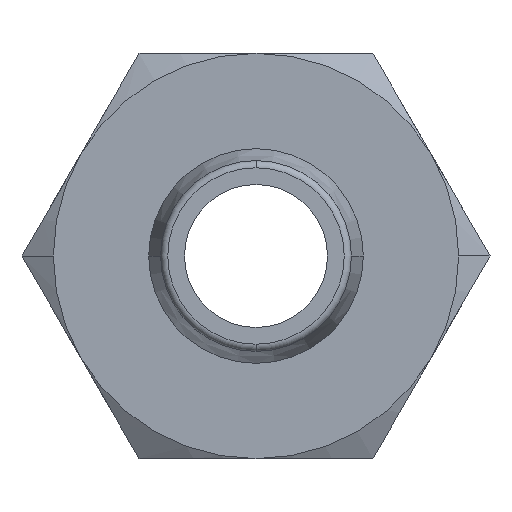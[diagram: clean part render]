
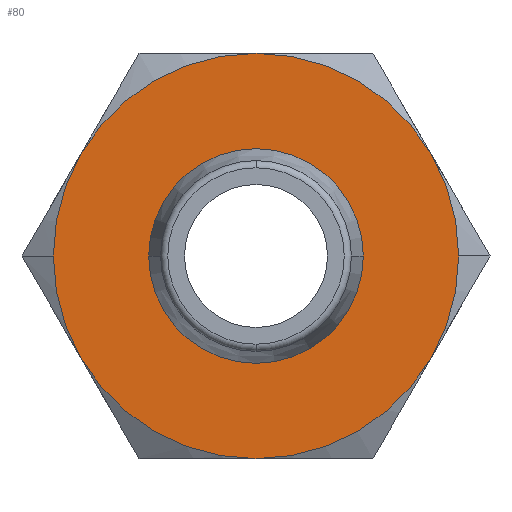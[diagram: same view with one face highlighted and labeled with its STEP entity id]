
A CAD part, front view. The second image highlights one B-rep face of the part: STEP entity #80.
In plain terms, the highlighted planar face has unit normal (0, -1, 0).
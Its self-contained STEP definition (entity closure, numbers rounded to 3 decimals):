
#80=ADVANCED_FACE('',(#203,#204),#205,.T.);
#203=FACE_OUTER_BOUND('',#370,.T.);
#204=FACE_BOUND('',#371,.T.);
#205=PLANE('',#372);
#370=EDGE_LOOP('',(#540,#541,#542,#543,#544,#545,#546,#547));
#371=EDGE_LOOP('',(#548,#549));
#372=AXIS2_PLACEMENT_3D('',#550,#551,#552);
#540=ORIENTED_EDGE('',*,*,#964,.F.);
#541=ORIENTED_EDGE('',*,*,#965,.F.);
#542=ORIENTED_EDGE('',*,*,#966,.F.);
#543=ORIENTED_EDGE('',*,*,#967,.F.);
#544=ORIENTED_EDGE('',*,*,#968,.F.);
#545=ORIENTED_EDGE('',*,*,#957,.F.);
#546=ORIENTED_EDGE('',*,*,#969,.F.);
#547=ORIENTED_EDGE('',*,*,#970,.F.);
#548=ORIENTED_EDGE('',*,*,#971,.F.);
#549=ORIENTED_EDGE('',*,*,#972,.F.);
#550=CARTESIAN_POINT('',(4.25,14.0,0.0));
#551=DIRECTION('',(-0.0,-1.0,-0.0));
#552=DIRECTION('',(-1.0,0.0,0.0));
#957=EDGE_CURVE('',#1121,#1118,#1123,.T.);
#964=EDGE_CURVE('',#1134,#1135,#1136,.T.);
#965=EDGE_CURVE('',#1137,#1134,#1138,.T.);
#966=EDGE_CURVE('',#1139,#1137,#1140,.T.);
#967=EDGE_CURVE('',#1141,#1139,#1142,.T.);
#968=EDGE_CURVE('',#1118,#1141,#1143,.T.);
#969=EDGE_CURVE('',#1144,#1121,#1145,.T.);
#970=EDGE_CURVE('',#1135,#1144,#1146,.T.);
#971=EDGE_CURVE('',#1147,#1148,#1149,.T.);
#972=EDGE_CURVE('',#1148,#1147,#1150,.T.);
#1118=VERTEX_POINT('',#1344);
#1121=VERTEX_POINT('',#1358);
#1123=CIRCLE('',#1371,8.5);
#1134=VERTEX_POINT('',#1384);
#1135=VERTEX_POINT('',#1385);
#1136=CIRCLE('',#1386,8.5);
#1137=VERTEX_POINT('',#1387);
#1138=CIRCLE('',#1388,8.5);
#1139=VERTEX_POINT('',#1389);
#1140=CIRCLE('',#1390,8.5);
#1141=VERTEX_POINT('',#1391);
#1142=CIRCLE('',#1392,8.5);
#1143=CIRCLE('',#1393,8.5);
#1144=VERTEX_POINT('',#1394);
#1145=CIRCLE('',#1395,8.5);
#1146=CIRCLE('',#1396,8.5);
#1147=VERTEX_POINT('',#1397);
#1148=VERTEX_POINT('',#1398);
#1149=CIRCLE('',#1399,4.5);
#1150=CIRCLE('',#1400,4.5);
#1344=CARTESIAN_POINT('',(-7.361,14.0,-4.25));
#1358=CARTESIAN_POINT('',(0.0,14.0,-8.5));
#1371=AXIS2_PLACEMENT_3D('',#1867,#1868,#1869);
#1384=CARTESIAN_POINT('',(7.361,14.0,4.25));
#1385=CARTESIAN_POINT('',(8.5,14.0,0.));
#1386=AXIS2_PLACEMENT_3D('',#1878,#1879,#1880);
#1387=CARTESIAN_POINT('',(0.,14.0,8.5));
#1388=AXIS2_PLACEMENT_3D('',#1881,#1882,#1883);
#1389=CARTESIAN_POINT('',(-7.361,14.0,4.25));
#1390=AXIS2_PLACEMENT_3D('',#1884,#1885,#1886);
#1391=CARTESIAN_POINT('',(-8.5,14.0,0.));
#1392=AXIS2_PLACEMENT_3D('',#1887,#1888,#1889);
#1393=AXIS2_PLACEMENT_3D('',#1890,#1891,#1892);
#1394=CARTESIAN_POINT('',(7.361,14.0,-4.25));
#1395=AXIS2_PLACEMENT_3D('',#1893,#1894,#1895);
#1396=AXIS2_PLACEMENT_3D('',#1896,#1897,#1898);
#1397=CARTESIAN_POINT('',(-4.5,14.0,0.));
#1398=CARTESIAN_POINT('',(4.5,14.0,0.));
#1399=AXIS2_PLACEMENT_3D('',#1899,#1900,#1901);
#1400=AXIS2_PLACEMENT_3D('',#1902,#1903,#1904);
#1867=CARTESIAN_POINT('',(0.0,14.0,0.0));
#1868=DIRECTION('',(-0.0,1.0,0.0));
#1869=DIRECTION('',(1.0,0.0,0.0));
#1878=CARTESIAN_POINT('',(0.0,14.0,0.0));
#1879=DIRECTION('',(-0.0,1.0,0.0));
#1880=DIRECTION('',(1.0,0.0,0.0));
#1881=CARTESIAN_POINT('',(0.0,14.0,0.0));
#1882=DIRECTION('',(-0.0,1.0,0.0));
#1883=DIRECTION('',(1.0,0.0,0.0));
#1884=CARTESIAN_POINT('',(0.0,14.0,0.0));
#1885=DIRECTION('',(-0.0,1.0,0.0));
#1886=DIRECTION('',(1.0,0.0,0.0));
#1887=CARTESIAN_POINT('',(0.0,14.0,0.0));
#1888=DIRECTION('',(-0.0,1.0,0.0));
#1889=DIRECTION('',(1.0,0.0,0.0));
#1890=CARTESIAN_POINT('',(0.0,14.0,0.0));
#1891=DIRECTION('',(-0.0,1.0,0.0));
#1892=DIRECTION('',(1.0,0.0,0.0));
#1893=CARTESIAN_POINT('',(0.0,14.0,0.0));
#1894=DIRECTION('',(-0.0,1.0,0.0));
#1895=DIRECTION('',(1.0,0.0,0.0));
#1896=CARTESIAN_POINT('',(0.0,14.0,0.0));
#1897=DIRECTION('',(-0.0,1.0,0.0));
#1898=DIRECTION('',(1.0,0.0,0.0));
#1899=CARTESIAN_POINT('',(0.0,14.0,0.0));
#1900=DIRECTION('',(0.0,-1.0,0.0));
#1901=DIRECTION('',(1.0,0.0,0.0));
#1902=CARTESIAN_POINT('',(0.0,14.0,0.0));
#1903=DIRECTION('',(0.0,-1.0,0.0));
#1904=DIRECTION('',(1.0,0.0,0.0));
